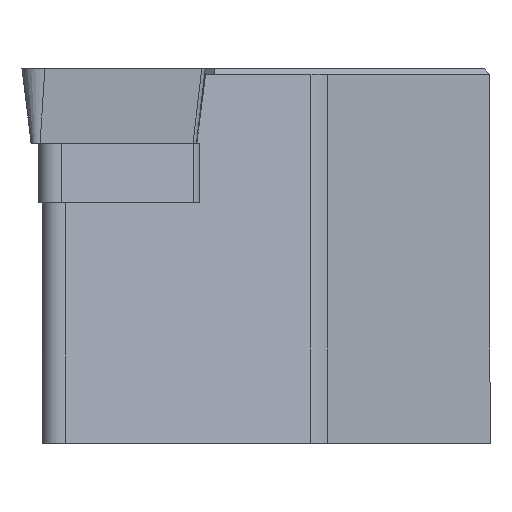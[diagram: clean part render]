
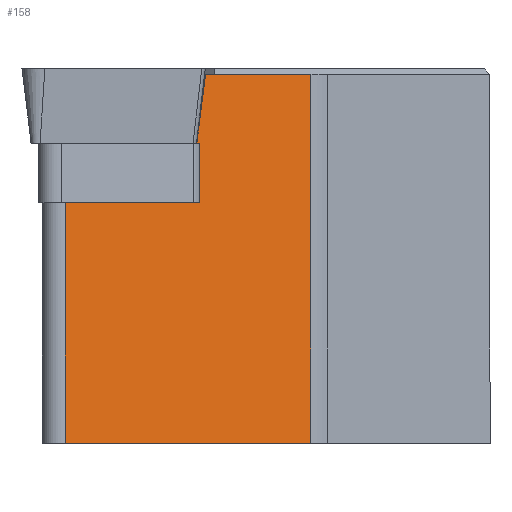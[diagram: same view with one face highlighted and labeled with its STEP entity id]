
A CAD part, left-side view. The second image highlights one B-rep face of the part: STEP entity #158.
In plain terms, the highlighted planar face has unit normal (-0.848, -0.53, 0).
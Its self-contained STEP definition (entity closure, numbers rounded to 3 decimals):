
#158=ADVANCED_FACE('',(#237),#198,.F.);
#198=PLANE('',#909);
#237=FACE_OUTER_BOUND('',#282,.T.);
#282=EDGE_LOOP('',(#368,#369,#370,#371,#372,#373,#374,#375));
#368=ORIENTED_EDGE('',*,*,#630,.F.);
#369=ORIENTED_EDGE('',*,*,#629,.F.);
#370=ORIENTED_EDGE('',*,*,#631,.F.);
#371=ORIENTED_EDGE('',*,*,#632,.T.);
#372=ORIENTED_EDGE('',*,*,#633,.F.);
#373=ORIENTED_EDGE('',*,*,#634,.F.);
#374=ORIENTED_EDGE('',*,*,#635,.F.);
#375=ORIENTED_EDGE('',*,*,#636,.T.);
#551=VERTEX_POINT('',#1229);
#553=VERTEX_POINT('',#1233);
#554=VERTEX_POINT('',#1237);
#555=VERTEX_POINT('',#1239);
#556=VERTEX_POINT('',#1241);
#557=VERTEX_POINT('',#1243);
#558=VERTEX_POINT('',#1245);
#559=VERTEX_POINT('',#1247);
#629=EDGE_CURVE('',#553,#551,#728,.T.);
#630=EDGE_CURVE('',#551,#554,#729,.T.);
#631=EDGE_CURVE('',#555,#553,#730,.T.);
#632=EDGE_CURVE('',#555,#556,#731,.T.);
#633=EDGE_CURVE('',#557,#556,#732,.T.);
#634=EDGE_CURVE('',#558,#557,#733,.T.);
#635=EDGE_CURVE('',#559,#558,#734,.T.);
#636=EDGE_CURVE('',#559,#554,#735,.T.);
#728=LINE('',#1234,#816);
#729=LINE('',#1236,#817);
#730=LINE('',#1238,#818);
#731=LINE('',#1240,#819);
#732=LINE('',#1242,#820);
#733=LINE('',#1244,#821);
#734=LINE('',#1246,#822);
#735=LINE('',#1248,#823);
#816=VECTOR('',#1013,1.);
#817=VECTOR('',#1016,1.);
#818=VECTOR('',#1017,1.);
#819=VECTOR('',#1018,1.);
#820=VECTOR('',#1019,1.);
#821=VECTOR('',#1020,1.);
#822=VECTOR('',#1021,1.);
#823=VECTOR('',#1022,1.);
#909=AXIS2_PLACEMENT_3D('',#1249,#1023,#1024);
#1013=DIRECTION('',(0.,0.,1.));
#1016=DIRECTION('',(0.53,-0.848,0.));
#1017=DIRECTION('',(-0.53,0.848,0.));
#1018=DIRECTION('',(0.,0.,1.));
#1019=DIRECTION('',(0.53,-0.848,0.));
#1020=DIRECTION('',(0.079,-0.126,0.989));
#1021=DIRECTION('',(-0.53,0.848,0.));
#1022=DIRECTION('',(0.,0.,-1.));
#1023=DIRECTION('',(0.848,0.53,0.));
#1024=DIRECTION('',(0.53,-0.848,0.));
#1229=CARTESIAN_POINT('',(1.978,22.685,-7.15));
#1233=CARTESIAN_POINT('',(1.978,22.685,-20.));
#1234=CARTESIAN_POINT('',(1.978,22.685,-30.));
#1236=CARTESIAN_POINT('',(1.978,22.685,-7.15));
#1237=CARTESIAN_POINT('',(6.454,15.522,-7.15));
#1238=CARTESIAN_POINT('',(1.978,22.685,-20.));
#1239=CARTESIAN_POINT('',(10.177,9.563,-20.));
#1240=CARTESIAN_POINT('',(10.177,9.563,-30.));
#1241=CARTESIAN_POINT('',(10.177,9.563,-0.3));
#1242=CARTESIAN_POINT('',(1.978,22.685,-0.3));
#1243=CARTESIAN_POINT('',(6.659,15.194,-0.3));
#1244=CARTESIAN_POINT('',(4.249,19.051,-30.642));
#1245=CARTESIAN_POINT('',(6.368,15.66,-3.97));
#1246=CARTESIAN_POINT('',(1.978,22.685,-3.97));
#1247=CARTESIAN_POINT('',(6.454,15.522,-3.97));
#1248=CARTESIAN_POINT('',(6.454,15.522,-3.97));
#1249=CARTESIAN_POINT('',(1.978,22.685,-30.));
